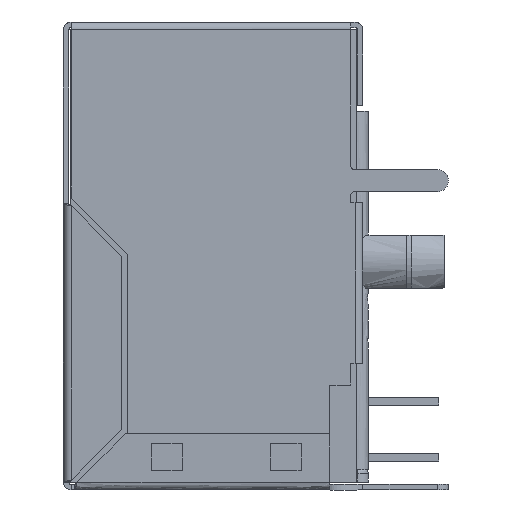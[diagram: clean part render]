
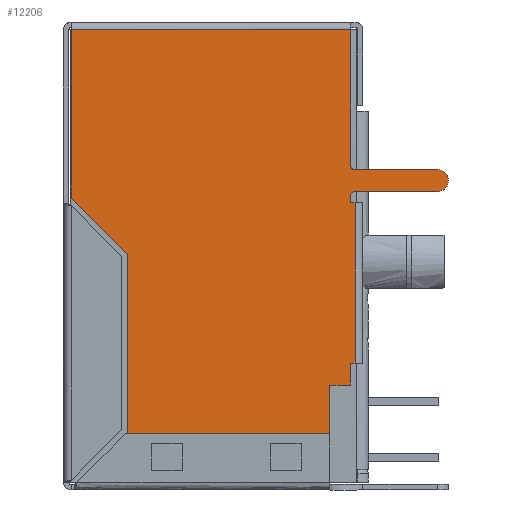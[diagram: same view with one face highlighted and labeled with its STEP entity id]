
A CAD part, left-side view. The second image highlights one B-rep face of the part: STEP entity #12206.
In plain terms, the highlighted planar face has unit normal (-1, 0, 0).
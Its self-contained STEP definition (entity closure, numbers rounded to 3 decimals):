
#278=CIRCLE('',#16063,0.2);
#279=CIRCLE('',#16064,0.5);
#280=CIRCLE('',#16065,0.2);
#725=ORIENTED_EDGE('',*,*,#4317,.T.);
#726=ORIENTED_EDGE('',*,*,#4320,.T.);
#727=ORIENTED_EDGE('',*,*,#4246,.F.);
#728=ORIENTED_EDGE('',*,*,#4083,.T.);
#729=ORIENTED_EDGE('',*,*,#4321,.T.);
#730=ORIENTED_EDGE('',*,*,#4322,.T.);
#731=ORIENTED_EDGE('',*,*,#4323,.F.);
#732=ORIENTED_EDGE('',*,*,#4324,.T.);
#733=ORIENTED_EDGE('',*,*,#4325,.T.);
#734=ORIENTED_EDGE('',*,*,#4326,.T.);
#735=ORIENTED_EDGE('',*,*,#4327,.T.);
#736=ORIENTED_EDGE('',*,*,#4328,.T.);
#737=ORIENTED_EDGE('',*,*,#4329,.F.);
#738=ORIENTED_EDGE('',*,*,#4330,.T.);
#739=ORIENTED_EDGE('',*,*,#4057,.F.);
#740=ORIENTED_EDGE('',*,*,#4331,.T.);
#741=ORIENTED_EDGE('',*,*,#4332,.T.);
#742=ORIENTED_EDGE('',*,*,#4333,.T.);
#4057=EDGE_CURVE('',#5878,#5879,#7047,.T.);
#4083=EDGE_CURVE('',#5904,#5903,#7069,.T.);
#4246=EDGE_CURVE('',#5904,#6049,#7213,.T.);
#4317=EDGE_CURVE('',#6099,#6100,#7277,.T.);
#4320=EDGE_CURVE('',#6100,#6049,#7280,.T.);
#4321=EDGE_CURVE('',#5903,#6101,#7281,.T.);
#4322=EDGE_CURVE('',#6101,#6102,#7282,.T.);
#4323=EDGE_CURVE('',#6103,#6102,#7283,.T.);
#4324=EDGE_CURVE('',#6103,#6104,#278,.T.);
#4325=EDGE_CURVE('',#6104,#6105,#7284,.T.);
#4326=EDGE_CURVE('',#6105,#6106,#279,.T.);
#4327=EDGE_CURVE('',#6106,#6107,#7285,.T.);
#4328=EDGE_CURVE('',#6107,#6108,#280,.T.);
#4329=EDGE_CURVE('',#6109,#6108,#7286,.T.);
#4330=EDGE_CURVE('',#6109,#5879,#7287,.T.);
#4331=EDGE_CURVE('',#5878,#6110,#7288,.T.);
#4332=EDGE_CURVE('',#6110,#6111,#7289,.T.);
#4333=EDGE_CURVE('',#6111,#6099,#7290,.T.);
#5878=VERTEX_POINT('',#19798);
#5879=VERTEX_POINT('',#19800);
#5903=VERTEX_POINT('',#19860);
#5904=VERTEX_POINT('',#19862);
#6049=VERTEX_POINT('',#20205);
#6099=VERTEX_POINT('',#20353);
#6100=VERTEX_POINT('',#20354);
#6101=VERTEX_POINT('',#20360);
#6102=VERTEX_POINT('',#20362);
#6103=VERTEX_POINT('',#20364);
#6104=VERTEX_POINT('',#20366);
#6105=VERTEX_POINT('',#20368);
#6106=VERTEX_POINT('',#20370);
#6107=VERTEX_POINT('',#20372);
#6108=VERTEX_POINT('',#20374);
#6109=VERTEX_POINT('',#20376);
#6110=VERTEX_POINT('',#20379);
#6111=VERTEX_POINT('',#20381);
#7047=LINE('',#19799,#8624);
#7069=LINE('',#19861,#8646);
#7213=LINE('',#20204,#8790);
#7277=LINE('',#20352,#8854);
#7280=LINE('',#20358,#8857);
#7281=LINE('',#20359,#8858);
#7282=LINE('',#20361,#8859);
#7283=LINE('',#20363,#8860);
#7284=LINE('',#20367,#8861);
#7285=LINE('',#20371,#8862);
#7286=LINE('',#20375,#8863);
#7287=LINE('',#20377,#8864);
#7288=LINE('',#20378,#8865);
#7289=LINE('',#20380,#8866);
#7290=LINE('',#20382,#8867);
#8624=VECTOR('',#16740,1000.);
#8646=VECTOR('',#16778,1000.);
#8790=VECTOR('',#16998,1000.);
#8854=VECTOR('',#17114,1000.);
#8857=VECTOR('',#17119,1000.);
#8858=VECTOR('',#17120,1000.);
#8859=VECTOR('',#17121,1000.);
#8860=VECTOR('',#17122,1000.);
#8861=VECTOR('',#17125,1000.);
#8862=VECTOR('',#17128,1000.);
#8863=VECTOR('',#17131,1000.);
#8864=VECTOR('',#17132,1000.);
#8865=VECTOR('',#17133,1000.);
#8866=VECTOR('',#17134,1000.);
#8867=VECTOR('',#17135,1000.);
#10243=EDGE_LOOP('',(#725,#726,#727,#728,#729,#730,#731,#732,#733,#734,
#735,#736,#737,#738,#739,#740,#741,#742));
#10952=FACE_BOUND('',#10243,.T.);
#11656=PLANE('',#16062);
#12206=ADVANCED_FACE('',(#10952),#11656,.T.);
#16062=AXIS2_PLACEMENT_3D('',#20357,#17117,#17118);
#16063=AXIS2_PLACEMENT_3D('',#20365,#17123,#17124);
#16064=AXIS2_PLACEMENT_3D('',#20369,#17126,#17127);
#16065=AXIS2_PLACEMENT_3D('',#20373,#17129,#17130);
#16740=DIRECTION('',(0.,0.,1.));
#16778=DIRECTION('',(0.,-1.,0.));
#16998=DIRECTION('',(0.,0.,-1.));
#17114=DIRECTION('',(0.,0.,1.));
#17117=DIRECTION('',(-1.,0.,0.));
#17118=DIRECTION('',(0.,0.,1.));
#17119=DIRECTION('',(0.,-1.,0.));
#17120=DIRECTION('',(0.,0.,1.));
#17121=DIRECTION('',(0.,1.,0.));
#17122=DIRECTION('',(0.,0.,-1.));
#17123=DIRECTION('',(1.,0.,0.));
#17124=DIRECTION('',(0.,1.,0.));
#17125=DIRECTION('',(0.,-1.,0.));
#17126=DIRECTION('',(-1.,0.,0.));
#17127=DIRECTION('',(0.,0.,-1.));
#17128=DIRECTION('',(0.,1.,0.));
#17129=DIRECTION('',(1.,0.,0.));
#17130=DIRECTION('',(0.,0.,-1.));
#17131=DIRECTION('',(0.,0.,-1.));
#17132=DIRECTION('',(0.,1.,0.));
#17133=DIRECTION('',(0.,-0.707,-0.707));
#17134=DIRECTION('',(0.,0.,-1.));
#17135=DIRECTION('',(0.,-1.,0.));
#19798=CARTESIAN_POINT('',(-13.451,15.234,-7.65));
#19799=CARTESIAN_POINT('',(-13.451,15.234,0.));
#19800=CARTESIAN_POINT('',(-13.451,15.234,0.));
#19860=CARTESIAN_POINT('',(-13.451,2.334,-15.17));
#19861=CARTESIAN_POINT('',(-13.451,3.484,-15.17));
#19862=CARTESIAN_POINT('',(-13.451,2.534,-15.17));
#20204=CARTESIAN_POINT('',(-13.451,2.534,-6.16));
#20205=CARTESIAN_POINT('',(-13.451,2.534,-16.15));
#20352=CARTESIAN_POINT('',(-13.451,3.484,-20.57));
#20353=CARTESIAN_POINT('',(-13.451,3.484,-18.35));
#20354=CARTESIAN_POINT('',(-13.451,3.484,-16.15));
#20357=CARTESIAN_POINT('',(-13.451,3.484,-20.57));
#20358=CARTESIAN_POINT('',(-13.451,3.484,-16.15));
#20359=CARTESIAN_POINT('',(-13.451,2.334,-15.17));
#20360=CARTESIAN_POINT('',(-13.451,2.334,-7.86));
#20361=CARTESIAN_POINT('',(-13.451,3.484,-7.86));
#20362=CARTESIAN_POINT('',(-13.451,2.534,-7.86));
#20363=CARTESIAN_POINT('',(-13.451,2.534,-6.16));
#20364=CARTESIAN_POINT('',(-13.451,2.534,-7.56));
#20365=CARTESIAN_POINT('',(-13.451,2.334,-7.56));
#20366=CARTESIAN_POINT('',(-13.451,2.334,-7.36));
#20367=CARTESIAN_POINT('',(-13.451,3.484,-7.36));
#20368=CARTESIAN_POINT('',(-13.451,-1.416,-7.36));
#20369=CARTESIAN_POINT('',(-13.451,-1.416,-6.86));
#20370=CARTESIAN_POINT('',(-13.451,-1.416,-6.36));
#20371=CARTESIAN_POINT('',(-13.451,3.484,-6.36));
#20372=CARTESIAN_POINT('',(-13.451,2.334,-6.36));
#20373=CARTESIAN_POINT('',(-13.451,2.334,-6.16));
#20374=CARTESIAN_POINT('',(-13.451,2.534,-6.16));
#20375=CARTESIAN_POINT('',(-13.451,2.534,-6.16));
#20376=CARTESIAN_POINT('',(-13.451,2.534,0.));
#20377=CARTESIAN_POINT('',(-13.451,2.534,0.));
#20378=CARTESIAN_POINT('',(-13.451,2.899,-19.985));
#20379=CARTESIAN_POINT('',(-13.451,12.684,-10.2));
#20380=CARTESIAN_POINT('',(-13.451,12.684,-20.57));
#20381=CARTESIAN_POINT('',(-13.451,12.684,-18.35));
#20382=CARTESIAN_POINT('',(-13.451,3.484,-18.35));
